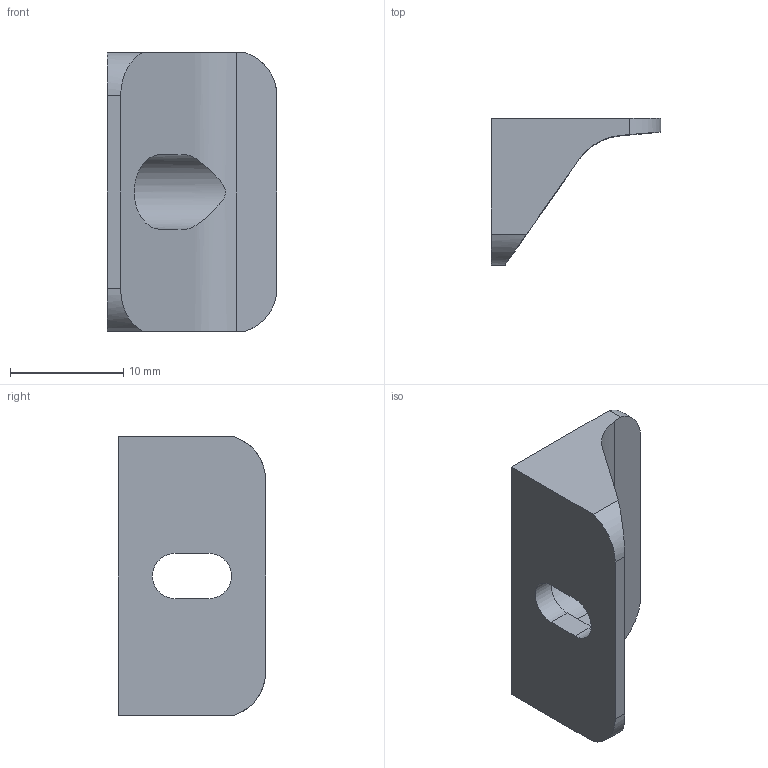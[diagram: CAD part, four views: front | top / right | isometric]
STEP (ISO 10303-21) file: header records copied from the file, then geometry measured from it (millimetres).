
FILE_DESCRIPTION(/* description */ (''),/* implementation_level */ '2;1');
FILE_NAME(/* name */ 'ile.e-deck_panel_support_lower_adjustable(3-6mm).stp',/* time_stamp */ '2022-01-18T08:22:46-07:00',/* author */ ('cpaltzat'),/* organization */ (''),/* preprocessor_version */ 'ST-DEVELOPER v19',/* originating_system */ 'Autodesk Inventor 2023',/* authorisation */ '');
FILE_SCHEMA (('AUTOMOTIVE_DESIGN { 1 0 10303 214 3 1 1 }'));
Length unit declared in the file: millimetre
Products named in the file (1): deck_panel_support_lower_4mm
Bounding box: 15 x 13 x 24.6 mm (x, y, z)
Volume: 1773.6 mm3; surface area: 1439.6 mm2
Topology: 1 solids, 1 shells, 22 faces, 62 edges, 43 vertices
Faces by surface type: plane 13, cylinder 9
Entity records: 803 total; most frequent: CARTESIAN_POINT 151, DIRECTION 128, ORIENTED_EDGE 120, EDGE_CURVE 60, AXIS2_PLACEMENT_3D 44, LINE 40, VECTOR 40, VERTEX_POINT 40
